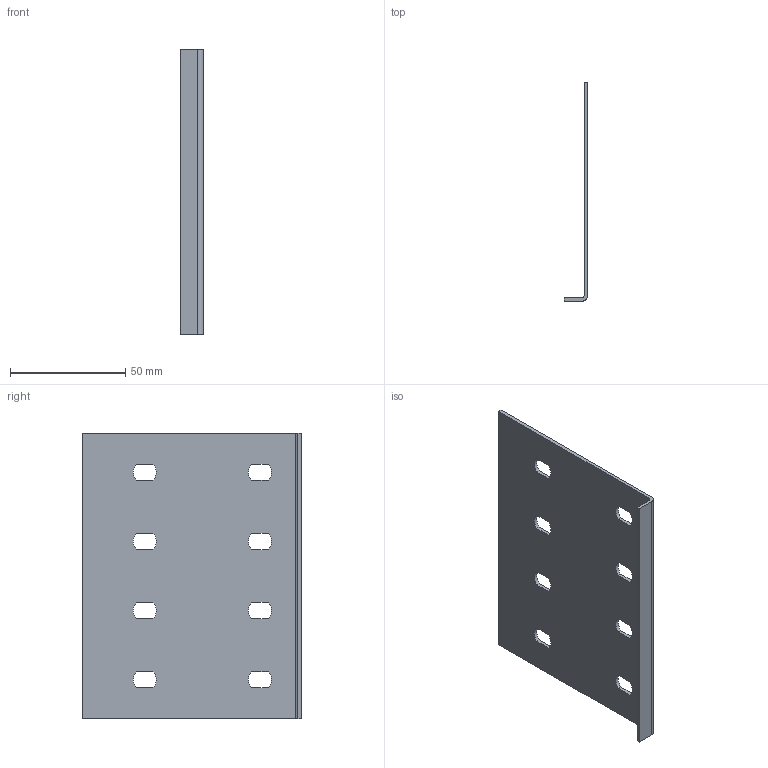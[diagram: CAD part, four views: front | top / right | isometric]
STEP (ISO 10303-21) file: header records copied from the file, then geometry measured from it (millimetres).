
FILE_DESCRIPTION (( 'STEP AP203' ), '1' );
FILE_NAME ('Ñîåäèíèòåëü GTO L 100_LG1000.STEP', '2012-12-19T09:02:57', ( 'Àñååâ' ), ( '' ), 'SwSTEP 2.0', 'SolidWorks 2012', '' );
FILE_SCHEMA (( 'CONFIG_CONTROL_DESIGN' ));
Length unit declared in the file: millimetre
Products named in the file (1): Ñîåäèíèòåëü GTO L 100_LG1000
Bounding box: 10 x 95 x 124 mm (x, y, z)
Volume: 18346.1 mm3; surface area: 25499.2 mm2
Topology: 1 solids, 1 shells, 42 faces, 120 edges, 80 vertices
Faces by surface type: plane 24, cylinder 18
Entity records: 1489 total; most frequent: CARTESIAN_POINT 243, DIRECTION 242, ORIENTED_EDGE 240, EDGE_CURVE 120, LINE 84, VECTOR 84, VERTEX_POINT 80, AXIS2_PLACEMENT_3D 79
